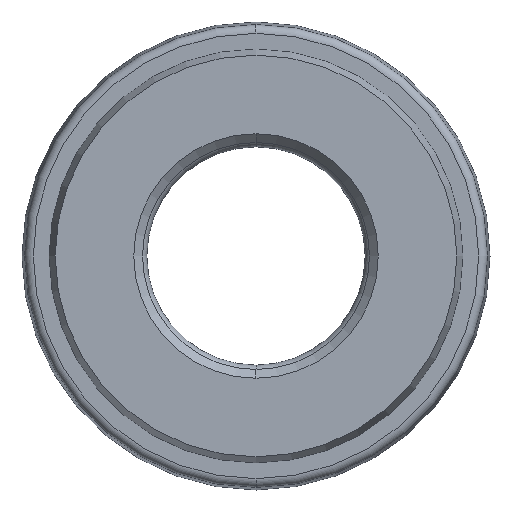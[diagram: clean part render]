
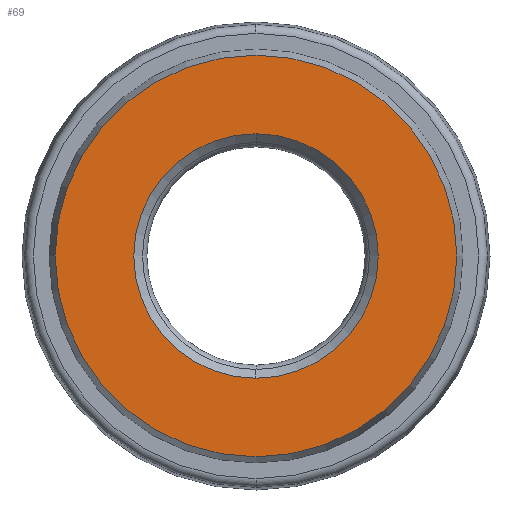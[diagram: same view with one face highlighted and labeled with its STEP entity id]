
A CAD part, left-side view. The second image highlights one B-rep face of the part: STEP entity #69.
In plain terms, the highlighted planar face has unit normal (-1, 0, 0).
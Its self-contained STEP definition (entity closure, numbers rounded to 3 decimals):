
#69 = ADVANCED_FACE ( 'NONE', ( #770, #753 ), #950, .F. ) ;
#82 = EDGE_CURVE ( 'NONE', #1067, #1058, #830, .T. ) ;
#95 = CARTESIAN_POINT ( 'NONE',  ( 0., 0., -7. ) ) ;
#107 = CARTESIAN_POINT ( 'NONE',  ( 0., 0., -11.5 ) ) ;
#122 = CARTESIAN_POINT ( 'NONE',  ( 0., 0., 11.5 ) ) ;
#232 = EDGE_CURVE ( 'NONE', #1042, #1071, #837, .T. ) ;
#240 = EDGE_CURVE ( 'NONE', #1071, #1042, #826, .T. ) ;
#397 = EDGE_CURVE ( 'NONE', #1058, #1067, #824, .T. ) ;
#409 = CARTESIAN_POINT ( 'NONE',  ( 0., 0., 0. ) ) ;
#457 = DIRECTION ( 'NONE',  ( -1., 0., 0. ) ) ;
#459 = DIRECTION ( 'NONE',  ( 0., 0., 1. ) ) ;
#489 = AXIS2_PLACEMENT_3D ( 'NONE', #629, #630, #894 ) ;
#491 = AXIS2_PLACEMENT_3D ( 'NONE', #618, #603, #612 ) ;
#512 = AXIS2_PLACEMENT_3D ( 'NONE', #609, #596, #614 ) ;
#550 = AXIS2_PLACEMENT_3D ( 'NONE', #409, #457, #459 ) ;
#564 = AXIS2_PLACEMENT_3D ( 'NONE', #942, #943, #951 ) ;
#596 = DIRECTION ( 'NONE',  ( 1., 0., 0. ) ) ;
#603 = DIRECTION ( 'NONE',  ( 1., 0., 0. ) ) ;
#609 = CARTESIAN_POINT ( 'NONE',  ( 0., 0., 0. ) ) ;
#612 = DIRECTION ( 'NONE',  ( 0., 0., -1. ) ) ;
#614 = DIRECTION ( 'NONE',  ( 0., 0., -1. ) ) ;
#618 = CARTESIAN_POINT ( 'NONE',  ( 0., 0., 0. ) ) ;
#629 = CARTESIAN_POINT ( 'NONE',  ( 0., 0., 0. ) ) ;
#630 = DIRECTION ( 'NONE',  ( -1., 0., 0. ) ) ;
#643 = ORIENTED_EDGE ( 'NONE', *, *, #397, .T. ) ;
#683 = EDGE_LOOP ( 'NONE', ( #704, #725 ) ) ;
#698 = EDGE_LOOP ( 'NONE', ( #731, #643 ) ) ;
#704 = ORIENTED_EDGE ( 'NONE', *, *, #232, .T. ) ;
#725 = ORIENTED_EDGE ( 'NONE', *, *, #240, .T. ) ;
#731 = ORIENTED_EDGE ( 'NONE', *, *, #82, .T. ) ;
#753 = FACE_OUTER_BOUND ( 'NONE', #698, .T. ) ;
#770 = FACE_BOUND ( 'NONE', #683, .T. ) ;
#824 = CIRCLE ( 'NONE', #489, 11.5 ) ;
#826 = CIRCLE ( 'NONE', #491, 7. ) ;
#830 = CIRCLE ( 'NONE', #550, 11.5 ) ;
#837 = CIRCLE ( 'NONE', #512, 7. ) ;
#894 = DIRECTION ( 'NONE',  ( 0., 0., 1. ) ) ;
#942 = CARTESIAN_POINT ( 'NONE',  ( 0., 6.5, 0. ) ) ;
#943 = DIRECTION ( 'NONE',  ( 1., 0., 0. ) ) ;
#950 = PLANE ( 'NONE',  #564 ) ;
#951 = DIRECTION ( 'NONE',  ( 0., 0., -1. ) ) ;
#959 = CARTESIAN_POINT ( 'NONE',  ( 0., 0., 7. ) ) ;
#1042 = VERTEX_POINT ( 'NONE', #959 ) ;
#1058 = VERTEX_POINT ( 'NONE', #122 ) ;
#1067 = VERTEX_POINT ( 'NONE', #107 ) ;
#1071 = VERTEX_POINT ( 'NONE', #95 ) ;
